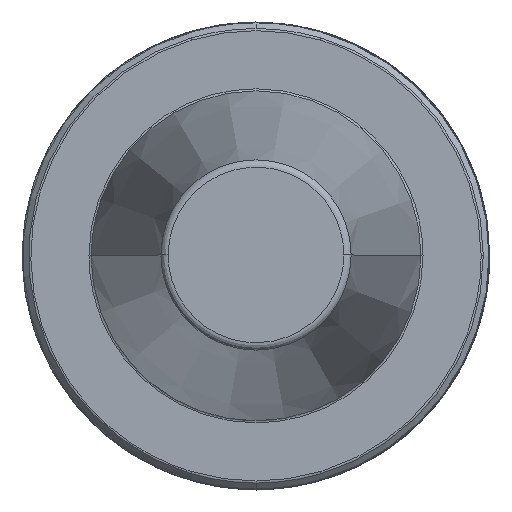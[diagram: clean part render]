
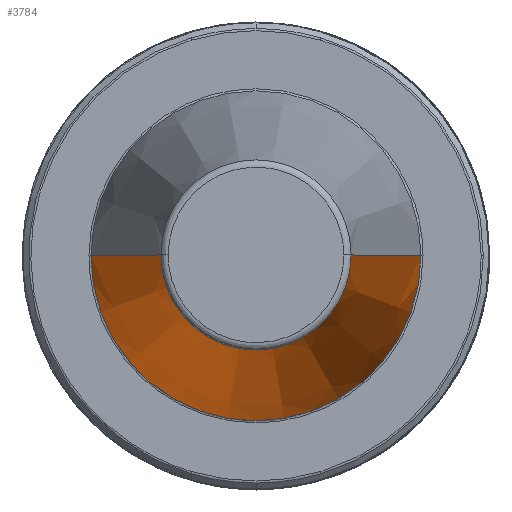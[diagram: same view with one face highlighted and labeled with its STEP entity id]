
A CAD part, top view. The second image highlights one B-rep face of the part: STEP entity #3784.
In plain terms, the highlighted conical face has half-angle 8.297 degrees and reference radius 12.812 mm.
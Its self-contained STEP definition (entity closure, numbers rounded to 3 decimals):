
#64 = EDGE_CURVE ( 'NONE', #1710, #2583, #1182, .T. ) ;
#154 = AXIS2_PLACEMENT_3D ( 'NONE', #2552, #690, #2856 ) ;
#248 = ORIENTED_EDGE ( 'NONE', *, *, #2853, .F. ) ;
#278 = DIRECTION ( 'NONE',  ( -1., 0., 0. ) ) ;
#582 = CIRCLE ( 'NONE', #3018, 12.812 ) ;
#588 = VECTOR ( 'NONE', #3181, 1000. ) ;
#605 = LINE ( 'NONE', #917, #588 ) ;
#690 = DIRECTION ( 'NONE',  ( 0., 0., -1. ) ) ;
#774 = DIRECTION ( 'NONE',  ( 0., 0., -1. ) ) ;
#917 = CARTESIAN_POINT ( 'NONE',  ( 65.169, 103.875, 162.811 ) ) ;
#1182 = LINE ( 'NONE', #2388, #1197 ) ;
#1197 = VECTOR ( 'NONE', #3197, 1000. ) ;
#1444 = CIRCLE ( 'NONE', #154, 22.225 ) ;
#1458 = EDGE_LOOP ( 'NONE', ( #3575, #248, #1722, #3155 ) ) ;
#1710 = VERTEX_POINT ( 'NONE', #3346 ) ;
#1722 = ORIENTED_EDGE ( 'NONE', *, *, #1793, .T. ) ;
#1793 = EDGE_CURVE ( 'NONE', #3458, #2190, #605, .T. ) ;
#1868 = CONICAL_SURFACE ( 'NONE', #2602, 12.812, 0.145 ) ;
#1923 = CARTESIAN_POINT ( 'NONE',  ( 65.169, 103.875, 162.811 ) ) ;
#2110 = DIRECTION ( 'NONE',  ( 0., 0., 1. ) ) ;
#2190 = VERTEX_POINT ( 'NONE', #2990 ) ;
#2238 = FACE_OUTER_BOUND ( 'NONE', #1458, .T. ) ;
#2387 = CARTESIAN_POINT ( 'NONE',  ( 77.982, 103.875, 162.811 ) ) ;
#2388 = CARTESIAN_POINT ( 'NONE',  ( 90.794, 103.875, 162.811 ) ) ;
#2552 = CARTESIAN_POINT ( 'NONE',  ( 77.982, 103.875, 98.267 ) ) ;
#2583 = VERTEX_POINT ( 'NONE', #2910 ) ;
#2602 = AXIS2_PLACEMENT_3D ( 'NONE', #2387, #774, #3276 ) ;
#2853 = EDGE_CURVE ( 'NONE', #3458, #1710, #582, .T. ) ;
#2856 = DIRECTION ( 'NONE',  ( -1., 0., 0. ) ) ;
#2910 = CARTESIAN_POINT ( 'NONE',  ( 100.207, 103.875, 98.267 ) ) ;
#2990 = CARTESIAN_POINT ( 'NONE',  ( 55.757, 103.875, 98.267 ) ) ;
#3018 = AXIS2_PLACEMENT_3D ( 'NONE', #4010, #2110, #278 ) ;
#3155 = ORIENTED_EDGE ( 'NONE', *, *, #3530, .F. ) ;
#3181 = DIRECTION ( 'NONE',  ( -0.144, 0., -0.99 ) ) ;
#3197 = DIRECTION ( 'NONE',  ( 0.144, 0., -0.99 ) ) ;
#3276 = DIRECTION ( 'NONE',  ( -1., 0., 0. ) ) ;
#3346 = CARTESIAN_POINT ( 'NONE',  ( 90.794, 103.875, 162.811 ) ) ;
#3458 = VERTEX_POINT ( 'NONE', #1923 ) ;
#3530 = EDGE_CURVE ( 'NONE', #2583, #2190, #1444, .T. ) ;
#3575 = ORIENTED_EDGE ( 'NONE', *, *, #64, .F. ) ;
#3784 = ADVANCED_FACE ( 'NONE', ( #2238 ), #1868, .T. ) ;
#4010 = CARTESIAN_POINT ( 'NONE',  ( 77.982, 103.875, 162.811 ) ) ;
